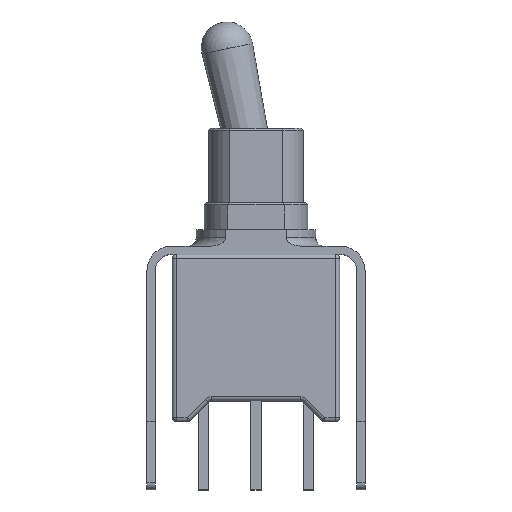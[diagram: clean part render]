
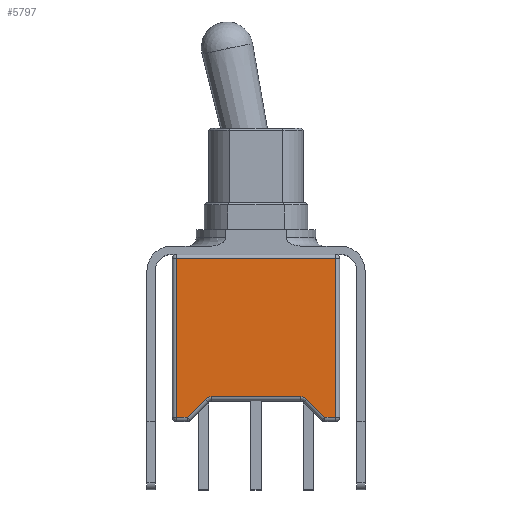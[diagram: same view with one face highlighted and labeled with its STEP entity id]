
A CAD part, top view. The second image highlights one B-rep face of the part: STEP entity #5797.
In plain terms, the highlighted planar face has unit normal (0, 0, 1).
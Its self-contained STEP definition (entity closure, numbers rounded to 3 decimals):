
#135 = ORIENTED_EDGE ( 'NONE', *, *, #882, .T. ) ;
#188 = AXIS2_PLACEMENT_3D ( 'NONE', #6386, #1938, #4301 ) ;
#289 = EDGE_CURVE ( 'NONE', #6110, #2735, #3996, .T. ) ;
#291 = VECTOR ( 'NONE', #4292, 1000. ) ;
#299 = PLANE ( 'NONE',  #3845 ) ;
#315 = CARTESIAN_POINT ( 'NONE',  ( -2.45, 1.083, 4.55 ) ) ;
#435 = DIRECTION ( 'NONE',  ( 1., 0., 0. ) ) ;
#615 = LINE ( 'NONE', #2088, #2975 ) ;
#717 = EDGE_CURVE ( 'NONE', #2230, #2362, #6010, .T. ) ;
#723 = CARTESIAN_POINT ( 'NONE',  ( -3.85, 0.2, 4.55 ) ) ;
#788 = DIRECTION ( 'NONE',  ( 0.707, -0.707, 0. ) ) ;
#877 = DIRECTION ( 'NONE',  ( 0.707, 0.707, 0. ) ) ;
#881 = AXIS2_PLACEMENT_3D ( 'NONE', #4347, #5812, #1364 ) ;
#882 = EDGE_CURVE ( 'NONE', #3497, #2230, #615, .T. ) ;
#1011 = EDGE_CURVE ( 'NONE', #6110, #2160, #2876, .T. ) ;
#1107 = VECTOR ( 'NONE', #788, 1000. ) ;
#1364 = DIRECTION ( 'NONE',  ( 1., 0., 0. ) ) ;
#1386 = EDGE_CURVE ( 'NONE', #2362, #1402, #4270, .T. ) ;
#1402 = VERTEX_POINT ( 'NONE', #2811 ) ;
#1431 = CARTESIAN_POINT ( 'NONE',  ( 3.391, 0.141, 4.55 ) ) ;
#1433 = DIRECTION ( 'NONE',  ( 1., 0., 0. ) ) ;
#1621 = ORIENTED_EDGE ( 'NONE', *, *, #4528, .F. ) ;
#1685 = EDGE_CURVE ( 'NONE', #4150, #2138, #2744, .T. ) ;
#1938 = DIRECTION ( 'NONE',  ( 0., 0., 1. ) ) ;
#1971 = VECTOR ( 'NONE', #877, 1000. ) ;
#2088 = CARTESIAN_POINT ( 'NONE',  ( 0., 7.9, 4.55 ) ) ;
#2138 = VERTEX_POINT ( 'NONE', #6335 ) ;
#2160 = VERTEX_POINT ( 'NONE', #3830 ) ;
#2230 = VERTEX_POINT ( 'NONE', #5775 ) ;
#2293 = DIRECTION ( 'NONE',  ( 1., 0., 0. ) ) ;
#2362 = VERTEX_POINT ( 'NONE', #723 ) ;
#2387 = DIRECTION ( 'NONE',  ( 1., 0., 0. ) ) ;
#2400 = ORIENTED_EDGE ( 'NONE', *, *, #6157, .T. ) ;
#2537 = CARTESIAN_POINT ( 'NONE',  ( -3.85, 0., 4.55 ) ) ;
#2552 = VECTOR ( 'NONE', #4385, 1000. ) ;
#2650 = ORIENTED_EDGE ( 'NONE', *, *, #1011, .T. ) ;
#2735 = VERTEX_POINT ( 'NONE', #315 ) ;
#2744 = LINE ( 'NONE', #1431, #1107 ) ;
#2811 = CARTESIAN_POINT ( 'NONE',  ( -3.333, 0.2, 4.55 ) ) ;
#2813 = DIRECTION ( 'NONE',  ( 0., 0., 1. ) ) ;
#2834 = LINE ( 'NONE', #6349, #4058 ) ;
#2876 = LINE ( 'NONE', #6387, #3178 ) ;
#2975 = VECTOR ( 'NONE', #4061, 1000. ) ;
#3098 = ORIENTED_EDGE ( 'NONE', *, *, #289, .F. ) ;
#3178 = VECTOR ( 'NONE', #435, 1000. ) ;
#3198 = ORIENTED_EDGE ( 'NONE', *, *, #5158, .T. ) ;
#3206 = FACE_OUTER_BOUND ( 'NONE', #5486, .T. ) ;
#3497 = VERTEX_POINT ( 'NONE', #3689 ) ;
#3589 = EDGE_CURVE ( 'NONE', #5965, #3497, #6379, .T. ) ;
#3689 = CARTESIAN_POINT ( 'NONE',  ( 3.85, 7.9, 4.55 ) ) ;
#3830 = CARTESIAN_POINT ( 'NONE',  ( 2.167, 1.2, 4.55 ) ) ;
#3845 = AXIS2_PLACEMENT_3D ( 'NONE', #5148, #2813, #2293 ) ;
#3901 = CARTESIAN_POINT ( 'NONE',  ( -2.167, 1.2, 4.55 ) ) ;
#3907 = CARTESIAN_POINT ( 'NONE',  ( 3.85, 8.1, 4.55 ) ) ;
#3922 = ORIENTED_EDGE ( 'NONE', *, *, #3589, .T. ) ;
#3996 = CIRCLE ( 'NONE', #881, 0.4 ) ;
#3999 = ORIENTED_EDGE ( 'NONE', *, *, #1685, .T. ) ;
#4058 = VECTOR ( 'NONE', #1433, 1000. ) ;
#4061 = DIRECTION ( 'NONE',  ( -1., 0., 0. ) ) ;
#4083 = CARTESIAN_POINT ( 'NONE',  ( 3.85, 0.2, 4.55 ) ) ;
#4150 = VERTEX_POINT ( 'NONE', #4513 ) ;
#4270 = LINE ( 'NONE', #5373, #5982 ) ;
#4287 = CARTESIAN_POINT ( 'NONE',  ( -2.391, 1.141, 4.55 ) ) ;
#4292 = DIRECTION ( 'NONE',  ( 0., 1., 0. ) ) ;
#4301 = DIRECTION ( 'NONE',  ( 1., 0., 0. ) ) ;
#4347 = CARTESIAN_POINT ( 'NONE',  ( -2.167, 0.8, 4.55 ) ) ;
#4385 = DIRECTION ( 'NONE',  ( 0., -1., 0. ) ) ;
#4513 = CARTESIAN_POINT ( 'NONE',  ( 2.45, 1.083, 4.55 ) ) ;
#4528 = EDGE_CURVE ( 'NONE', #4150, #2160, #5594, .T. ) ;
#5148 = CARTESIAN_POINT ( 'NONE',  ( 0., 0., 4.55 ) ) ;
#5158 = EDGE_CURVE ( 'NONE', #1402, #2735, #6346, .T. ) ;
#5373 = CARTESIAN_POINT ( 'NONE',  ( 0., 0.2, 4.55 ) ) ;
#5486 = EDGE_LOOP ( 'NONE', ( #5604, #6253, #3198, #3098, #2650, #1621, #3999, #2400, #3922, #135 ) ) ;
#5594 = CIRCLE ( 'NONE', #188, 0.4 ) ;
#5604 = ORIENTED_EDGE ( 'NONE', *, *, #717, .T. ) ;
#5775 = CARTESIAN_POINT ( 'NONE',  ( -3.85, 7.9, 4.55 ) ) ;
#5797 = ADVANCED_FACE ( 'NONE', ( #3206 ), #299, .T. ) ;
#5812 = DIRECTION ( 'NONE',  ( 0., 0., 1. ) ) ;
#5965 = VERTEX_POINT ( 'NONE', #4083 ) ;
#5982 = VECTOR ( 'NONE', #2387, 1000. ) ;
#6010 = LINE ( 'NONE', #2537, #2552 ) ;
#6110 = VERTEX_POINT ( 'NONE', #3901 ) ;
#6157 = EDGE_CURVE ( 'NONE', #2138, #5965, #2834, .T. ) ;
#6253 = ORIENTED_EDGE ( 'NONE', *, *, #1386, .T. ) ;
#6335 = CARTESIAN_POINT ( 'NONE',  ( 3.333, 0.2, 4.55 ) ) ;
#6346 = LINE ( 'NONE', #4287, #1971 ) ;
#6349 = CARTESIAN_POINT ( 'NONE',  ( 4.05, 0.2, 4.55 ) ) ;
#6379 = LINE ( 'NONE', #3907, #291 ) ;
#6386 = CARTESIAN_POINT ( 'NONE',  ( 2.167, 0.8, 4.55 ) ) ;
#6387 = CARTESIAN_POINT ( 'NONE',  ( 2.25, 1.2, 4.55 ) ) ;
